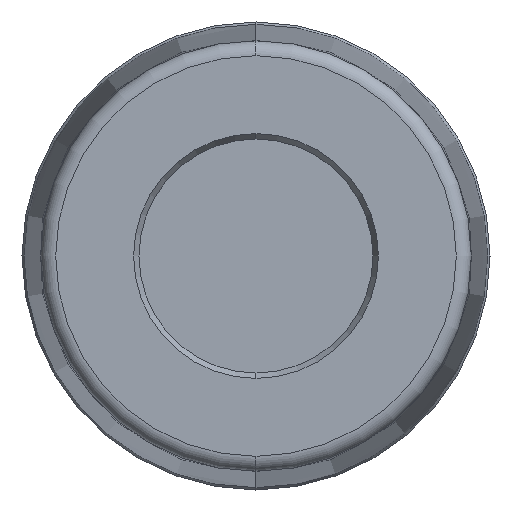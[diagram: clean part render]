
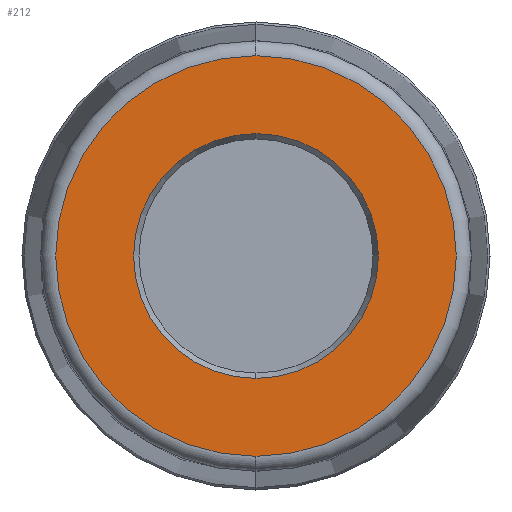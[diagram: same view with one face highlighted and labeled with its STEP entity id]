
A CAD part, left-side view. The second image highlights one B-rep face of the part: STEP entity #212.
In plain terms, the highlighted planar face has unit normal (-1, 0, 0).
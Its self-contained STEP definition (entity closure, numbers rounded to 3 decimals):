
#15 = AXIS2_PLACEMENT_3D ( 'NONE', #209, #492, #293 ) ;
#16 = VERTEX_POINT ( 'NONE', #122 ) ;
#49 = DIRECTION ( 'NONE',  ( -1., 0., 0. ) ) ;
#57 = CIRCLE ( 'NONE', #325, 6.539 ) ;
#63 = CARTESIAN_POINT ( 'NONE',  ( 0., 0., 10.7 ) ) ;
#68 = ORIENTED_EDGE ( 'NONE', *, *, #131, .T. ) ;
#86 = ORIENTED_EDGE ( 'NONE', *, *, #262, .T. ) ;
#88 = VERTEX_POINT ( 'NONE', #340 ) ;
#90 = DIRECTION ( 'NONE',  ( 0., 0., 1. ) ) ;
#122 = CARTESIAN_POINT ( 'NONE',  ( 0., 0., -6.539 ) ) ;
#131 = EDGE_CURVE ( 'NONE', #88, #140, #355, .T. ) ;
#134 = DIRECTION ( 'NONE',  ( -1., 0., 0. ) ) ;
#138 = CARTESIAN_POINT ( 'NONE',  ( 0., 0., 0. ) ) ;
#140 = VERTEX_POINT ( 'NONE', #63 ) ;
#143 = FACE_OUTER_BOUND ( 'NONE', #298, .T. ) ;
#149 = ORIENTED_EDGE ( 'NONE', *, *, #222, .F. ) ;
#173 = ORIENTED_EDGE ( 'NONE', *, *, #226, .F. ) ;
#184 = DIRECTION ( 'NONE',  ( 0., 0., -1. ) ) ;
#185 = AXIS2_PLACEMENT_3D ( 'NONE', #138, #376, #457 ) ;
#202 = CARTESIAN_POINT ( 'NONE',  ( 0., 0., 6.539 ) ) ;
#209 = CARTESIAN_POINT ( 'NONE',  ( 0., 0., 0. ) ) ;
#212 = ADVANCED_FACE ( 'NONE', ( #494, #143 ), #431, .F. ) ;
#217 = EDGE_LOOP ( 'NONE', ( #173, #149 ) ) ;
#222 = EDGE_CURVE ( 'NONE', #16, #450, #57, .T. ) ;
#226 = EDGE_CURVE ( 'NONE', #450, #16, #345, .T. ) ;
#231 = DIRECTION ( 'NONE',  ( 1., 0., 0. ) ) ;
#246 = AXIS2_PLACEMENT_3D ( 'NONE', #314, #231, #184 ) ;
#253 = CIRCLE ( 'NONE', #308, 10.7 ) ;
#262 = EDGE_CURVE ( 'NONE', #140, #88, #253, .T. ) ;
#293 = DIRECTION ( 'NONE',  ( 0., 0., 1. ) ) ;
#298 = EDGE_LOOP ( 'NONE', ( #86, #68 ) ) ;
#308 = AXIS2_PLACEMENT_3D ( 'NONE', #370, #49, #449 ) ;
#314 = CARTESIAN_POINT ( 'NONE',  ( 0., 10.7, 0. ) ) ;
#325 = AXIS2_PLACEMENT_3D ( 'NONE', #338, #134, #90 ) ;
#338 = CARTESIAN_POINT ( 'NONE',  ( 0., 0., 0. ) ) ;
#340 = CARTESIAN_POINT ( 'NONE',  ( 0., 0., -10.7 ) ) ;
#345 = CIRCLE ( 'NONE', #15, 6.539 ) ;
#355 = CIRCLE ( 'NONE', #185, 10.7 ) ;
#370 = CARTESIAN_POINT ( 'NONE',  ( 0., 0., 0. ) ) ;
#376 = DIRECTION ( 'NONE',  ( -1., 0., 0. ) ) ;
#431 = PLANE ( 'NONE',  #246 ) ;
#449 = DIRECTION ( 'NONE',  ( 0., 0., 1. ) ) ;
#450 = VERTEX_POINT ( 'NONE', #202 ) ;
#457 = DIRECTION ( 'NONE',  ( 0., 0., 1. ) ) ;
#492 = DIRECTION ( 'NONE',  ( -1., 0., 0. ) ) ;
#494 = FACE_BOUND ( 'NONE', #217, .T. ) ;
